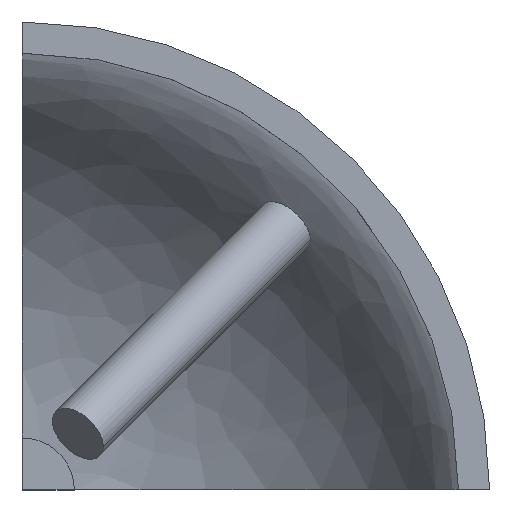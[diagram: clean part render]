
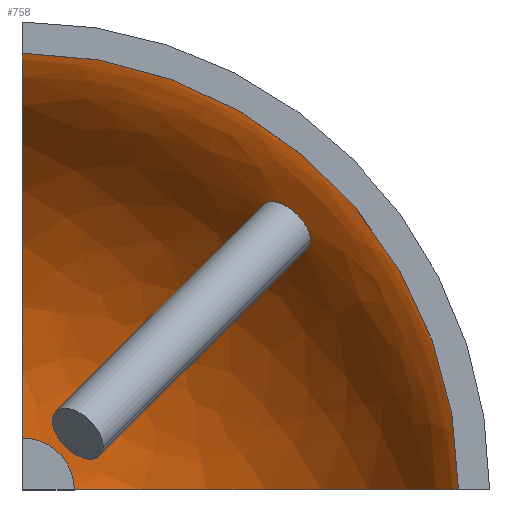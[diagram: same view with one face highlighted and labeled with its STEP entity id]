
A CAD part, top view. The second image highlights one B-rep face of the part: STEP entity #758.
In plain terms, the highlighted free-form (B-spline) face has degree [3, 3] with [4, 4] control points.
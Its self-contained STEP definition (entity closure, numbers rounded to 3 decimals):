
#336=CARTESIAN_POINT('',(5.,0.,-5.));
#337=DIRECTION('',(0.,-1.,0.));
#338=DIRECTION('',(0.,0.,-1.));
#339=AXIS2_PLACEMENT_3D('',#336,#337,#338);
#430=CARTESIAN_POINT('',(0.,5.,-5.));
#431=DIRECTION('',(1.,0.,0.));
#432=DIRECTION('',(0.,0.,-1.));
#433=AXIS2_PLACEMENT_3D('',#430,#431,#432);
#470=CARTESIAN_POINT('',(0.,0.,-5.));
#471=DIRECTION('',(0.,0.,1.));
#472=DIRECTION('',(1.,0.,0.));
#473=AXIS2_PLACEMENT_3D('',#470,#471,#472);
#478=CARTESIAN_POINT('',(0.,0.,-42.));
#479=DIRECTION('',(0.,0.,1.));
#480=DIRECTION('',(1.,0.,0.));
#481=AXIS2_PLACEMENT_3D('',#478,#479,#480);
#486=CARTESIAN_POINT('',(27.733,24.058,-24.058));
#487=CARTESIAN_POINT('',(27.729,24.203,-23.906));
#488=CARTESIAN_POINT('',(27.686,24.519,-23.608));
#489=CARTESIAN_POINT('',(27.483,25.089,-23.208));
#490=CARTESIAN_POINT('',(27.151,25.672,-22.932));
#491=CARTESIAN_POINT('',(26.739,26.207,-22.797));
#492=CARTESIAN_POINT('',(26.282,26.671,-22.791));
#493=CARTESIAN_POINT('',(25.812,27.049,-22.891));
#494=CARTESIAN_POINT('',(25.337,27.35,-23.082));
#495=CARTESIAN_POINT('',(24.855,27.575,-23.363));
#496=CARTESIAN_POINT('',(24.38,27.712,-23.731));
#497=CARTESIAN_POINT('',(23.949,27.749,-24.16));
#498=CARTESIAN_POINT('',(23.573,27.687,-24.635));
#499=CARTESIAN_POINT('',(23.27,27.529,-25.13));
#500=CARTESIAN_POINT('',(23.048,27.285,-25.63));
#501=CARTESIAN_POINT('',(22.914,26.963,-26.116));
#502=CARTESIAN_POINT('',(22.888,26.703,-26.421));
#503=CARTESIAN_POINT('',(22.89,26.564,-26.564));
#508=CARTESIAN_POINT('',(22.89,26.564,-26.564));
#509=CARTESIAN_POINT('',(22.893,26.418,-26.716));
#510=CARTESIAN_POINT('',(22.934,26.1,-27.01));
#511=CARTESIAN_POINT('',(23.127,25.538,-27.397));
#512=CARTESIAN_POINT('',(23.441,24.967,-27.666));
#513=CARTESIAN_POINT('',(23.835,24.441,-27.804));
#514=CARTESIAN_POINT('',(24.283,23.977,-27.821));
#515=CARTESIAN_POINT('',(24.751,23.594,-27.733));
#516=CARTESIAN_POINT('',(25.231,23.287,-27.552));
#517=CARTESIAN_POINT('',(25.715,23.058,-27.283));
#518=CARTESIAN_POINT('',(26.196,22.916,-26.927));
#519=CARTESIAN_POINT('',(26.631,22.874,-26.511));
#520=CARTESIAN_POINT('',(27.017,22.928,-26.044));
#521=CARTESIAN_POINT('',(27.334,23.08,-25.544));
#522=CARTESIAN_POINT('',(27.571,23.326,-25.026));
#523=CARTESIAN_POINT('',(27.711,23.655,-24.52));
#524=CARTESIAN_POINT('',(27.737,23.918,-24.206));
#525=CARTESIAN_POINT('',(27.733,24.058,-24.058));
#561=CARTESIAN_POINT('',(5.,0.,-42.));
#563=VERTEX_POINT('',#561);
#564=CARTESIAN_POINT('',(42.,0.,-5.));
#565=VERTEX_POINT('',#564);
#576=CARTESIAN_POINT('',(0.,5.,-42.));
#577=VERTEX_POINT('',#576);
#578=CARTESIAN_POINT('',(0.,42.,-5.));
#579=VERTEX_POINT('',#578);
#592=VERTEX_POINT('',#486);
#593=VERTEX_POINT('',#503);
#729=CARTESIAN_POINT('',(3.836,-0.121,
-41.982));
#730=CARTESIAN_POINT('',(26.583,-0.835,
-42.697));
#731=CARTESIAN_POINT('',(42.676,-1.341,-26.596));
#732=CARTESIAN_POINT('',(41.961,-1.319,-3.838));
#733=CARTESIAN_POINT('',(3.91,2.24,-41.982));
#734=CARTESIAN_POINT('',(27.097,15.524,-42.697));
#735=CARTESIAN_POINT('',(43.501,24.922,-26.596));
#736=CARTESIAN_POINT('',(42.773,24.504,-3.838));
#737=CARTESIAN_POINT('',(2.24,3.91,-41.982));
#738=CARTESIAN_POINT('',(15.524,27.097,-42.697));
#739=CARTESIAN_POINT('',(24.922,43.501,-26.596));
#740=CARTESIAN_POINT('',(24.504,42.773,-3.838));
#741=CARTESIAN_POINT('',(-0.121,3.836,
-41.982));
#742=CARTESIAN_POINT('',(-0.835,26.583,
-42.697));
#743=CARTESIAN_POINT('',(-1.341,42.676,-26.596));
#744=CARTESIAN_POINT('',(-1.319,41.961,-3.838));
#745=(BOUNDED_SURFACE()B_SPLINE_SURFACE(3,3,((#729,#730,#731,#732),(#733,#734,
#735,#736),(#737,#738,#739,#740),(#741,#742,#743,#744)),.UNSPECIFIED.,.F.,.F.,
.F.)B_SPLINE_SURFACE_WITH_KNOTS((4,4),(4,4),(0.,1.),(0.,1.),
.UNSPECIFIED.)GEOMETRIC_REPRESENTATION_ITEM()RATIONAL_B_SPLINE_SURFACE(((
1.41,1.113,1.113,1.41),(
1.113,0.879,0.879,1.113),(
1.113,0.879,0.879,1.113),(
1.41,1.113,1.113,1.41)))REPRESENTATION_ITEM('')SURFACE());
#746=ORIENTED_EDGE('',*,*,#601,.F.);
#747=ORIENTED_EDGE('',*,*,#626,.T.);
#748=ORIENTED_EDGE('',*,*,#648,.T.);
#749=ORIENTED_EDGE('',*,*,#722,.F.);
#750=EDGE_LOOP('',(#746,#747,#748,#749));
#751=FACE_OUTER_BOUND('',#750,.F.);
#753=ORIENTED_EDGE('',*,*,#752,.T.);
#755=ORIENTED_EDGE('',*,*,#754,.T.);
#756=EDGE_LOOP('',(#753,#755));
#757=FACE_BOUND('',#756,.F.);
#340=CIRCLE('',#339,37.);
#434=CIRCLE('',#433,37.);
#474=CIRCLE('',#473,42.);
#482=CIRCLE('',#481,5.);
#504=B_SPLINE_CURVE_WITH_KNOTS('',3,(#486,#487,#488,#489,#490,#491,#492,#493,
#494,#495,#496,#497,#498,#499,#500,#501,#502,#503),.UNSPECIFIED.,.F.,.F.,(4,1,1,
1,1,1,1,1,1,1,1,1,1,1,1,4),(0.,0.067,0.133,0.2,
0.267,0.333,0.4,0.467,0.533,
0.6,0.667,0.733,0.8,0.867,
0.933,1.),.UNSPECIFIED.);
#526=B_SPLINE_CURVE_WITH_KNOTS('',3,(#508,#509,#510,#511,#512,#513,#514,#515,
#516,#517,#518,#519,#520,#521,#522,#523,#524,#525),.UNSPECIFIED.,.F.,.F.,(4,1,1,
1,1,1,1,1,1,1,1,1,1,1,1,4),(0.,0.067,0.133,0.2,
0.267,0.333,0.4,0.467,0.533,
0.6,0.667,0.733,0.8,0.867,
0.933,1.),.UNSPECIFIED.);
#601=EDGE_CURVE('',#563,#565,#340,.T.);
#626=EDGE_CURVE('',#563,#577,#482,.T.);
#648=EDGE_CURVE('',#577,#579,#434,.T.);
#722=EDGE_CURVE('',#565,#579,#474,.T.);
#752=EDGE_CURVE('',#592,#593,#504,.T.);
#754=EDGE_CURVE('',#593,#592,#526,.T.);
#758=ADVANCED_FACE('',(#751,#757),#745,.F.);
